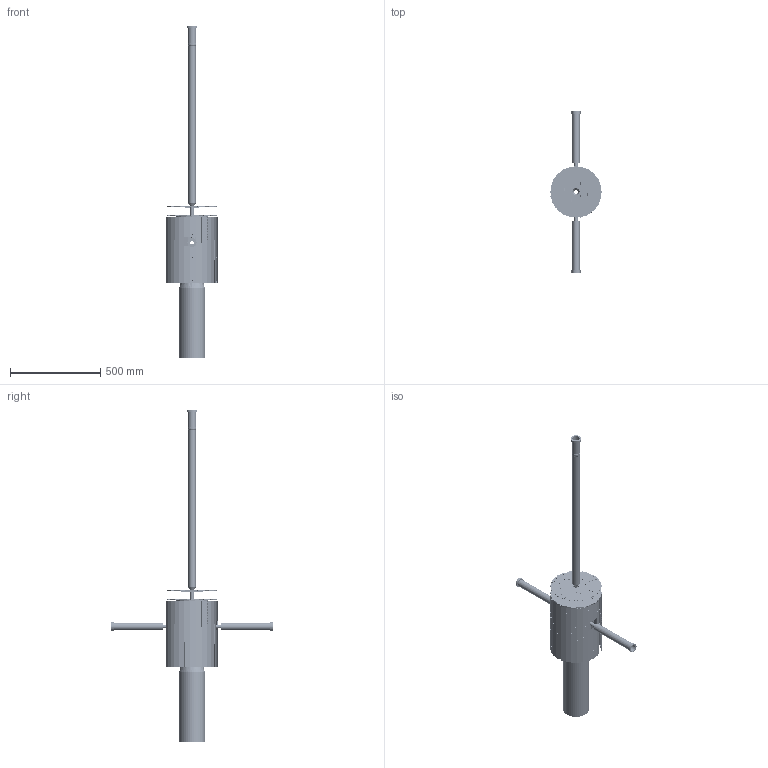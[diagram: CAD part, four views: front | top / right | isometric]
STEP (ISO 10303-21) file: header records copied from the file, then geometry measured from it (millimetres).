
FILE_DESCRIPTION((''),'2;1');
FILE_NAME('MVD-1.0_Pv-1.1_Sv-2.0.stp','2008-07-22T17:46:56',('thomas'),(''),'Autodesk Inventor 2008','Autodesk Inventor 2008','');
FILE_SCHEMA(('AUTOMOTIVE_DESIGN { 1 0 10303 214 1 1 1 1 }'));
Length unit declared in the file: millimetre
Products named in the file (77): MVD-1.0_Pv-1.1_Sv-2; Sv-2; Fwd; Strip_Ldk; Strip_Smod_N2_TrapL; Strip_Mod_1Sens_TrapL; Strip_Sens_TrapL; StripActive_TrapL; StripPassive_TrapL; Sup_1Sens_TrapL; PaL; Strip_Fe_Apv; Hshell; Strip_Bl3; Sv1; Strip_Smod_N6_Rect; Strip_Mod_2Sens_RectL; Strip_Sens_RectL; StripActive_RectL; StripPassive_RectL; DPG-BL-3-DN-LSUP-STV-ZS; Strip_Mod_2Sens_RectM; Strip_Sens_RectS; StripActive_RectS; StripPassive_RectS; Strip_Smod_N5_Rect; Strip_Mod_3Sens_RectL; Strip_Bl4; Pv-1; BeamTargetCross; BeamPipeDownstream; TargetPipe; BeamPipeUpstream; Pixel_Hshell; Pixel_Bl1_v2-NEW; Pixel_Smod_6x1; Pixel_Mod_6x1; PixelActive_6x1; PixelPassive_6x1; Pixel_Fe ...
Assembly tree (283 placements, depth 8):
  MVD-1.0_Pv-1.1_Sv-2
    Sv-2
      Fwd  x2
        Strip_Ldk
          Strip_Smod_N2_TrapL  x6
            Strip_Mod_1Sens_TrapL
              Strip_Sens_TrapL
                StripActive_TrapL
                StripPassive_TrapL
                StripPassive_TrapL
              Sup_1Sens_TrapL
              PaL  x8
              Strip_Fe_Apv  x8
      Hshell  x2
        Strip_Bl3
          Sv1  x2
          Strip_Smod_N6_Rect  x7
            Strip_Mod_2Sens_RectL
              Strip_Sens_RectL  x2
                StripActive_RectL
                StripPassive_RectL
              DPG-BL-3-DN-LSUP-STV-ZS
              PaL  x8
              Strip_Fe_Apv  x10
              PaL  x2
            Strip_Mod_2Sens_RectM
              Strip_Sens_RectL
                StripActive_RectL
                StripPassive_RectL
              Strip_Sens_RectS
                StripActive_RectS
                StripPassive_RectS
              DPG-BL-3-DN-LSUP-STV-ZS
              Strip_Fe_Apv  x8
              PaL  x2
              PaL  x6
          Strip_Smod_N5_Rect  x2
            Strip_Mod_3Sens_RectL
              Strip_Sens_RectL  x3
                StripActive_RectL
                StripPassive_RectL
              DPG-BL-3-DN-LSUP-STV-ZS
              Strip_Fe_Apv  x14
              PaL  x2
              PaL  x12
            Strip_Mod_2Sens_RectM
              Strip_Sens_RectL
                StripActive_RectL
                StripPassive_RectL
              Strip_Sens_RectS
                StripActive_RectS
                StripPassive_RectS
              DPG-BL-3-DN-LSUP-STV-ZS
              Strip_Fe_Apv  x8
              PaL  x2
              PaL  x6
        Strip_Bl4
          Sv1  x2
          Strip_Smod_N6_Rect  x12
            Strip_Mod_2Sens_RectL
Bounding box: 287.99 x 898.58 x 1840 mm (x, y, z)
Volume: 1529304.5 mm3; surface area: 4815233.6 mm2
Topology: 6309 solids, 6309 shells, 40262 faces, 83400 edges, 55564 vertices
Faces by surface type: plane 39716, cylinder 537, cone 9
Full cylindrical faces by diameter (mm): 0.2 x480, 40 x1, 41.6 x1, 42 x1, 44 x1, 46 x2, 60 x1
Entity records: 15303 total; most frequent: CARTESIAN_POINT 2587, DIRECTION 2444, ORIENTED_EDGE 1804, EDGE_CURVE 902, VECTOR 836, LINE 836, AXIS2_PLACEMENT_3D 804, VERTEX_POINT 606
